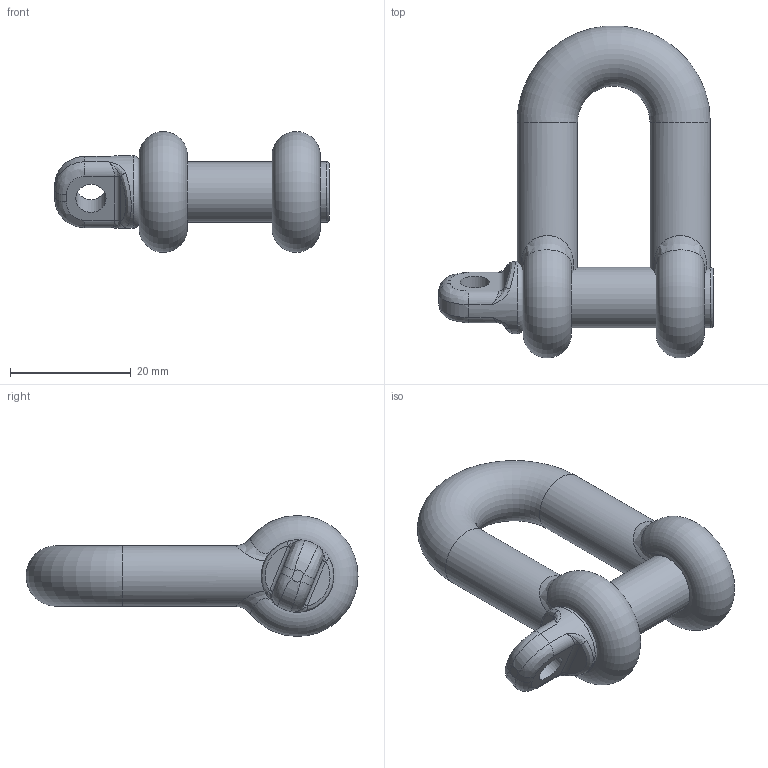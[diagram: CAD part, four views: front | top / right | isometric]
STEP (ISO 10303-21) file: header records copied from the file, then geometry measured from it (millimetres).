
FILE_DESCRIPTION(/* description */ (''),/* implementation_level */ '2;1');
FILE_NAME(/* name */ 'SCHW_6..stp',/* time_stamp */ '2012-01-10T12:31:31+01:00',/* author */ (''),/* organization */ (''),/* preprocessor_version */ 'ST-DEVELOPER v11',/* originating_system */ 'SIEMENS PLM Software NX 7.5',/* authorisation */ '');
FILE_SCHEMA (('AUTOMOTIVE_DESIGN { 1 0 10303 214 1 1 1 1 }'));
Length unit declared in the file: millimetre
Products named in the file (1): kse1184kn8p
Bounding box: 45.5 x 54.95 x 20 mm (x, y, z)
Volume: 12232.9 mm3; surface area: 5864 mm2
Topology: 2 solids, 2 shells, 46 faces, 115 edges, 65 vertices
Faces by surface type: bspline 20, cylinder 15, plane 6, torus 5
Full cylindrical faces by diameter (mm): 5 x1, 10 x5, 12 x1
Entity records: 2048 total; most frequent: CARTESIAN_POINT 1122, ORIENTED_EDGE 192, DIRECTION 166, EDGE_CURVE 96, AXIS2_PLACEMENT_3D 75, VERTEX_POINT 60, EDGE_LOOP 58, ADVANCED_FACE 46
